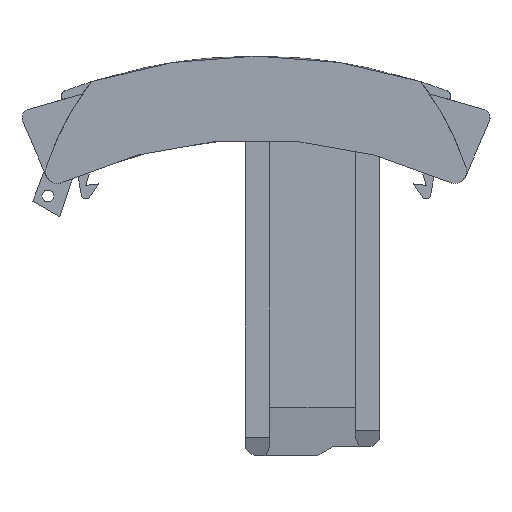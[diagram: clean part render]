
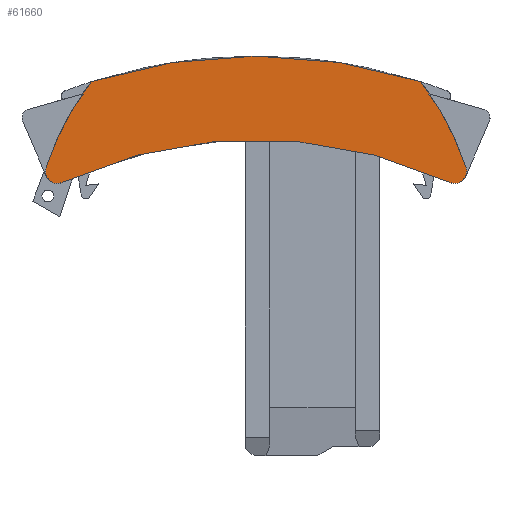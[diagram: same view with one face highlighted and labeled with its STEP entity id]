
A CAD part, left-side view. The second image highlights one B-rep face of the part: STEP entity #61660.
In plain terms, the highlighted planar face has unit normal (-1, 0, 0).
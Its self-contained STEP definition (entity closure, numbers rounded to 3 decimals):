
#3490=CARTESIAN_POINT('',(0.,11.689,
62.825));
#3500=VERTEX_POINT('',#3490);
#3530=CARTESIAN_POINT('',(0.,39.28,
-24.101));
#3540=DIRECTION('',(-1.,0.,0.));
#3550=DIRECTION('',(0.,1.,0.));
#3560=AXIS2_PLACEMENT_3D('',#3530,#3540,#3550);
#3570=CIRCLE('',#3560,91.2);
#3580=CARTESIAN_POINT('',(0.,66.871,
62.825));
#3590=VERTEX_POINT('',#3580);
#3600=EDGE_CURVE('',#3500,#3590,#3570,.T.);
#7160=CARTESIAN_POINT('',(0.,71.783,
45.924));
#7170=VERTEX_POINT('',#7160);
#7200=CARTESIAN_POINT('',(0.,39.28,
-24.101));
#7210=DIRECTION('',(1.,0.,0.));
#7220=DIRECTION('',(0.,-0.995,
-0.105));
#7230=AXIS2_PLACEMENT_3D('',#7200,#7210,#7220);
#7240=CIRCLE('',#7230,77.2);
#7250=CARTESIAN_POINT('',(0.,6.777,
45.924));
#7260=VERTEX_POINT('',#7250);
#7270=EDGE_CURVE('',#7170,#7260,#7240,.T.);
#48500=CARTESIAN_POINT('',(0.,4.031,
48.351));
#48510=VERTEX_POINT('',#48500);
#48540=CARTESIAN_POINT('',(0.,48.77,
33.947));
#48550=DIRECTION('',(1.,0.,0.));
#48560=DIRECTION('',(0.,-0.994,
-0.113));
#48570=AXIS2_PLACEMENT_3D('',#48540,#48550,#48560);
#48580=CIRCLE('',#48570,47.);
#48590=EDGE_CURVE('',#3500,#48510,#48580,.T.);
#61200=CARTESIAN_POINT('',(0.,5.935,
47.738));
#61210=DIRECTION('',(1.,0.,0.));
#61220=DIRECTION('',(0.,1.,0.));
#61230=AXIS2_PLACEMENT_3D('',#61200,#61210,#61220);
#61240=CIRCLE('',#61230,2.);
#61250=EDGE_CURVE('',#48510,#7260,#61240,.T.);
#61390=CARTESIAN_POINT('',(0.,39.28,
53.599));
#61400=DIRECTION('',(-1.,0.,0.));
#61410=DIRECTION('',(0.,-1.,0.));
#61420=AXIS2_PLACEMENT_3D('',#61390,#61400,#61410);
#61430=PLANE('',#61420);
#61440=CARTESIAN_POINT('',(0.,29.79,
33.947));
#61450=DIRECTION('',(-1.,0.,0.));
#61460=DIRECTION('',(0.,0.994,
-0.113));
#61470=AXIS2_PLACEMENT_3D('',#61440,#61450,#61460);
#61480=CIRCLE('',#61470,47.);
#61490=CARTESIAN_POINT('',(0.,74.528,
48.351));
#61500=VERTEX_POINT('',#61490);
#61510=EDGE_CURVE('',#3590,#61500,#61480,.T.);
#61520=ORIENTED_EDGE('',*,*,#61510,.T.);
#61530=ORIENTED_EDGE('',*,*,#3600,.T.);
#61540=ORIENTED_EDGE('',*,*,#48590,.F.);
#61550=ORIENTED_EDGE('',*,*,#61250,.F.);
#61560=ORIENTED_EDGE('',*,*,#7270,.T.);
#61570=CARTESIAN_POINT('',(0.,72.625,
47.738));
#61580=DIRECTION('',(-1.,0.,0.));
#61590=DIRECTION('',(0.,-1.,0.));
#61600=AXIS2_PLACEMENT_3D('',#61570,#61580,#61590);
#61610=CIRCLE('',#61600,2.);
#61620=EDGE_CURVE('',#61500,#7170,#61610,.T.);
#61630=ORIENTED_EDGE('',*,*,#61620,.T.);
#61640=EDGE_LOOP('',(#61630,#61560,#61550,#61540,#61530,#61520));
#61650=FACE_OUTER_BOUND('',#61640,.T.);
#61660=ADVANCED_FACE('',(#61650),#61430,.T.);
